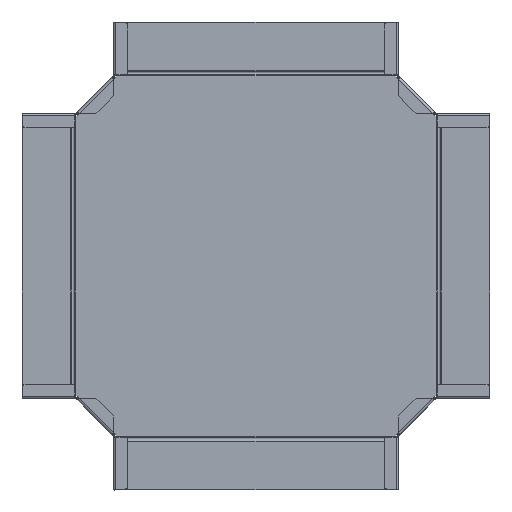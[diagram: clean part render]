
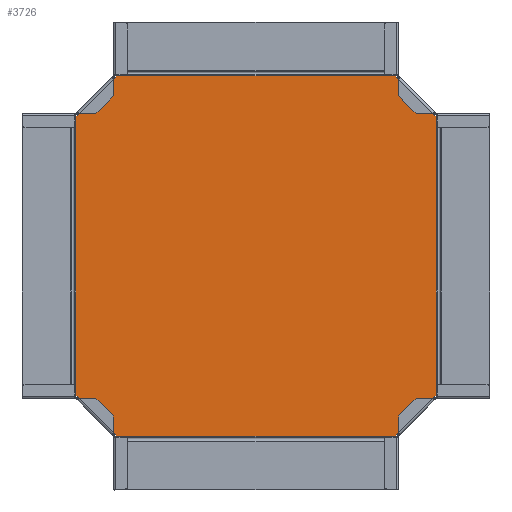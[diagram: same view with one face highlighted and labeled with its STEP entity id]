
A CAD part, top view. The second image highlights one B-rep face of the part: STEP entity #3726.
In plain terms, the highlighted planar face has unit normal (0, 0, 1).
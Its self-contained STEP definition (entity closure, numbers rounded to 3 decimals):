
#2577=DIRECTION('',(1.,0.,0.));
#2578=VECTOR('',#2577,300.);
#2579=CARTESIAN_POINT('',(-150.,192.752,0.));
#2580=LINE('',#2579,#2578);
#2599=DIRECTION('',(0.,-1.,0.));
#2600=VECTOR('',#2599,2.);
#2601=CARTESIAN_POINT('',(150.,192.752,0.));
#2602=LINE('',#2601,#2600);
#2655=DIRECTION('',(-0.707,0.707,0.));
#2656=VECTOR('',#2655,57.631);
#2657=CARTESIAN_POINT('',(190.752,150.,0.));
#2658=LINE('',#2657,#2656);
#2659=DIRECTION('',(-1.,0.,0.));
#2660=VECTOR('',#2659,2.);
#2661=CARTESIAN_POINT('',(192.752,150.,0.));
#2662=LINE('',#2661,#2660);
#2663=DIRECTION('',(0.707,0.707,0.));
#2664=VECTOR('',#2663,57.631);
#2665=CARTESIAN_POINT('',(150.,-190.752,0.));
#2666=LINE('',#2665,#2664);
#2667=DIRECTION('',(0.,1.,0.));
#2668=VECTOR('',#2667,2.);
#2669=CARTESIAN_POINT('',(150.,-192.752,0.));
#2670=LINE('',#2669,#2668);
#2671=DIRECTION('',(0.707,-0.707,0.));
#2672=VECTOR('',#2671,57.631);
#2673=CARTESIAN_POINT('',(-190.752,-150.,0.));
#2674=LINE('',#2673,#2672);
#2675=DIRECTION('',(1.,0.,0.));
#2676=VECTOR('',#2675,2.);
#2677=CARTESIAN_POINT('',(-192.752,-150.,0.));
#2678=LINE('',#2677,#2676);
#2679=DIRECTION('',(-0.707,-0.707,0.));
#2680=VECTOR('',#2679,57.631);
#2681=CARTESIAN_POINT('',(-150.,190.752,0.));
#2682=LINE('',#2681,#2680);
#2683=DIRECTION('',(0.,-1.,0.));
#2684=VECTOR('',#2683,2.);
#2685=CARTESIAN_POINT('',(-150.,192.752,0.));
#2686=LINE('',#2685,#2684);
#2735=DIRECTION('',(-1.,0.,0.));
#2736=VECTOR('',#2735,2.);
#2737=CARTESIAN_POINT('',(192.752,-150.,0.));
#2738=LINE('',#2737,#2736);
#2739=DIRECTION('',(0.,-1.,0.));
#2740=VECTOR('',#2739,300.);
#2741=CARTESIAN_POINT('',(192.752,150.,0.));
#2742=LINE('',#2741,#2740);
#2869=DIRECTION('',(-1.,0.,0.));
#2870=VECTOR('',#2869,300.);
#2871=CARTESIAN_POINT('',(150.,-192.752,0.));
#2872=LINE('',#2871,#2870);
#2891=DIRECTION('',(0.,1.,0.));
#2892=VECTOR('',#2891,2.);
#2893=CARTESIAN_POINT('',(-150.,-192.752,0.));
#2894=LINE('',#2893,#2892);
#2947=DIRECTION('',(1.,0.,0.));
#2948=VECTOR('',#2947,2.);
#2949=CARTESIAN_POINT('',(-192.752,150.,0.));
#2950=LINE('',#2949,#2948);
#3103=DIRECTION('',(0.,1.,0.));
#3104=VECTOR('',#3103,300.);
#3105=CARTESIAN_POINT('',(-192.752,-150.,0.));
#3106=LINE('',#3105,#3104);
#3369=CARTESIAN_POINT('',(-192.752,-150.,0.));
#3370=CARTESIAN_POINT('',(-192.752,150.,0.));
#3371=VERTEX_POINT('',#3369);
#3372=VERTEX_POINT('',#3370);
#3373=CARTESIAN_POINT('',(190.752,150.,0.));
#3374=CARTESIAN_POINT('',(150.,190.752,0.));
#3375=VERTEX_POINT('',#3373);
#3376=VERTEX_POINT('',#3374);
#3378=CARTESIAN_POINT('',(192.752,-150.,0.));
#3380=VERTEX_POINT('',#3378);
#3381=CARTESIAN_POINT('',(-190.752,-150.,0.));
#3382=VERTEX_POINT('',#3381);
#3389=CARTESIAN_POINT('',(192.752,150.,0.));
#3390=VERTEX_POINT('',#3389);
#3392=CARTESIAN_POINT('',(-150.,190.752,0.));
#3394=VERTEX_POINT('',#3392);
#3401=CARTESIAN_POINT('',(-150.,-190.752,0.));
#3402=VERTEX_POINT('',#3401);
#3417=CARTESIAN_POINT('',(190.752,-150.,0.));
#3418=VERTEX_POINT('',#3417);
#3423=CARTESIAN_POINT('',(150.,-192.752,0.));
#3424=CARTESIAN_POINT('',(150.,-190.752,0.));
#3425=VERTEX_POINT('',#3423);
#3426=VERTEX_POINT('',#3424);
#3429=CARTESIAN_POINT('',(-190.752,150.,0.));
#3430=VERTEX_POINT('',#3429);
#3443=CARTESIAN_POINT('',(-150.,192.752,0.));
#3444=VERTEX_POINT('',#3443);
#3467=CARTESIAN_POINT('',(150.,192.752,0.));
#3468=VERTEX_POINT('',#3467);
#3499=CARTESIAN_POINT('',(-150.,-192.752,0.));
#3500=VERTEX_POINT('',#3499);
#3691=CARTESIAN_POINT('',(0.,-150.,0.));
#3692=DIRECTION('',(0.,0.,1.));
#3693=DIRECTION('',(1.,0.,0.));
#3694=AXIS2_PLACEMENT_3D('',#3691,#3692,#3693);
#3695=PLANE('',#3694);
#3697=ORIENTED_EDGE('',*,*,#3696,.F.);
#3699=ORIENTED_EDGE('',*,*,#3698,.F.);
#3701=ORIENTED_EDGE('',*,*,#3700,.T.);
#3703=ORIENTED_EDGE('',*,*,#3702,.T.);
#3704=ORIENTED_EDGE('',*,*,#3670,.F.);
#3705=ORIENTED_EDGE('',*,*,#3682,.F.);
#3707=ORIENTED_EDGE('',*,*,#3706,.T.);
#3709=ORIENTED_EDGE('',*,*,#3708,.T.);
#3711=ORIENTED_EDGE('',*,*,#3710,.F.);
#3713=ORIENTED_EDGE('',*,*,#3712,.F.);
#3715=ORIENTED_EDGE('',*,*,#3714,.T.);
#3717=ORIENTED_EDGE('',*,*,#3716,.T.);
#3719=ORIENTED_EDGE('',*,*,#3718,.F.);
#3721=ORIENTED_EDGE('',*,*,#3720,.F.);
#3722=ORIENTED_EDGE('',*,*,#3584,.T.);
#3723=ORIENTED_EDGE('',*,*,#3617,.T.);
#3724=EDGE_LOOP('',(#3697,#3699,#3701,#3703,#3704,#3705,#3707,#3709,#3711,#3713,
#3715,#3717,#3719,#3721,#3722,#3723));
#3725=FACE_OUTER_BOUND('',#3724,.F.);
#3726=ADVANCED_FACE('',(#3725),#3695,.T.);
#3584=EDGE_CURVE('',#3444,#3468,#2580,.T.);
#3617=EDGE_CURVE('',#3468,#3376,#2602,.T.);
#3670=EDGE_CURVE('',#3426,#3418,#2666,.T.);
#3682=EDGE_CURVE('',#3425,#3426,#2670,.T.);
#3696=EDGE_CURVE('',#3375,#3376,#2658,.T.);
#3698=EDGE_CURVE('',#3390,#3375,#2662,.T.);
#3700=EDGE_CURVE('',#3390,#3380,#2742,.T.);
#3702=EDGE_CURVE('',#3380,#3418,#2738,.T.);
#3706=EDGE_CURVE('',#3425,#3500,#2872,.T.);
#3708=EDGE_CURVE('',#3500,#3402,#2894,.T.);
#3710=EDGE_CURVE('',#3382,#3402,#2674,.T.);
#3712=EDGE_CURVE('',#3371,#3382,#2678,.T.);
#3714=EDGE_CURVE('',#3371,#3372,#3106,.T.);
#3716=EDGE_CURVE('',#3372,#3430,#2950,.T.);
#3718=EDGE_CURVE('',#3394,#3430,#2682,.T.);
#3720=EDGE_CURVE('',#3444,#3394,#2686,.T.);
